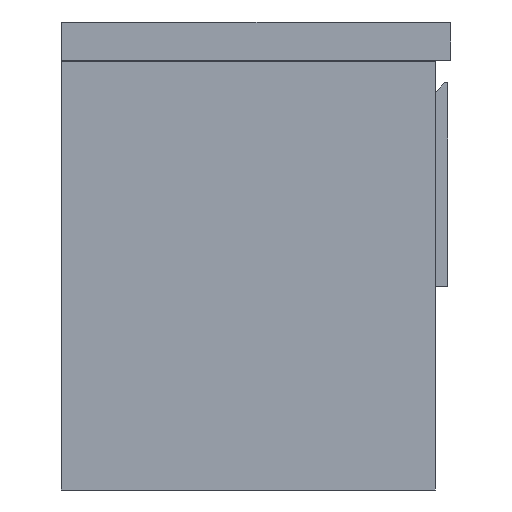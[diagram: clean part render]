
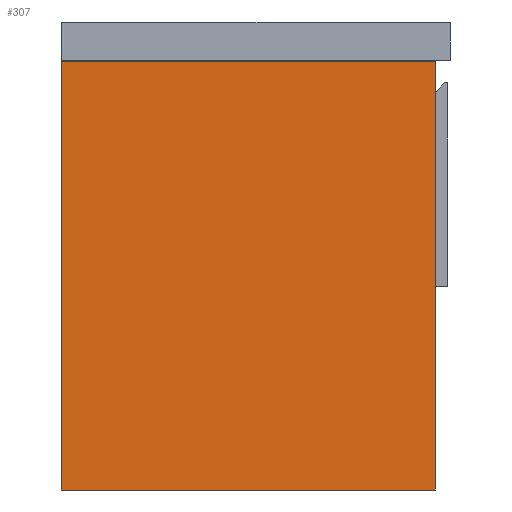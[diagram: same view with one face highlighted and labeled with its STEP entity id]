
A CAD part, left-side view. The second image highlights one B-rep face of the part: STEP entity #307.
In plain terms, the highlighted planar face has unit normal (-1, 0, 0).
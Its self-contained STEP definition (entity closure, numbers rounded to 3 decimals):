
#307=ADVANCED_FACE('',(#383),#1270,.T.);
#383=FACE_OUTER_BOUND('',#459,.T.);
#459=EDGE_LOOP('',(#565,#566,#567,#568));
#565=ORIENTED_EDGE('',*,*,#875,.T.);
#566=ORIENTED_EDGE('',*,*,#876,.T.);
#567=ORIENTED_EDGE('',*,*,#877,.T.);
#568=ORIENTED_EDGE('',*,*,#873,.F.);
#873=EDGE_CURVE('',#1173,#1174,#1036,.T.);
#875=EDGE_CURVE('',#1173,#1175,#1038,.T.);
#876=EDGE_CURVE('',#1175,#1176,#1039,.T.);
#877=EDGE_CURVE('',#1176,#1174,#1040,.T.);
#1036=B_SPLINE_CURVE_WITH_KNOTS('',1,(#1666,#1667),.UNSPECIFIED.,.F.,.F.,
(2,2),(0.,480.),.UNSPECIFIED.);
#1038=B_SPLINE_CURVE_WITH_KNOTS('',1,(#1670,#1671),.UNSPECIFIED.,.F.,.F.,
(2,2),(0.,550.),.UNSPECIFIED.);
#1039=B_SPLINE_CURVE_WITH_KNOTS('',1,(#1672,#1673),.UNSPECIFIED.,.F.,.F.,
(2,2),(0.,480.),.UNSPECIFIED.);
#1040=B_SPLINE_CURVE_WITH_KNOTS('',1,(#1674,#1675),.UNSPECIFIED.,.F.,.F.,
(2,2),(0.,550.),.UNSPECIFIED.);
#1173=VERTEX_POINT('',#1652);
#1174=VERTEX_POINT('',#1653);
#1175=VERTEX_POINT('',#1654);
#1176=VERTEX_POINT('',#1655);
#1270=PLANE('',#1431);
#1431=AXIS2_PLACEMENT_3D('',#1644,#1515,$);
#1515=DIRECTION('',(-1.,0.,0.));
#1644=CARTESIAN_POINT('',(-744.,-330.,-48.));
#1652=CARTESIAN_POINT('',(-744.,275.,0.));
#1653=CARTESIAN_POINT('',(-744.,275.,480.));
#1654=CARTESIAN_POINT('',(-744.,-275.,0.));
#1655=CARTESIAN_POINT('',(-744.,-275.,480.));
#1666=CARTESIAN_POINT('',(-744.,275.,0.));
#1667=CARTESIAN_POINT('',(-744.,275.,480.));
#1670=CARTESIAN_POINT('',(-744.,275.,0.));
#1671=CARTESIAN_POINT('',(-744.,-275.,0.));
#1672=CARTESIAN_POINT('',(-744.,-275.,0.));
#1673=CARTESIAN_POINT('',(-744.,-275.,480.));
#1674=CARTESIAN_POINT('',(-744.,-275.,480.));
#1675=CARTESIAN_POINT('',(-744.,275.,480.));
